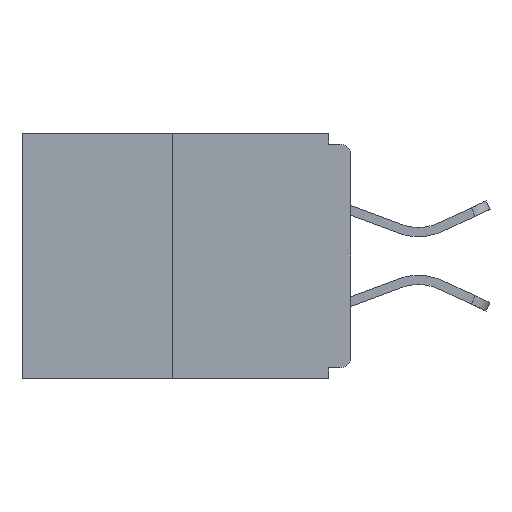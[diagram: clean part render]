
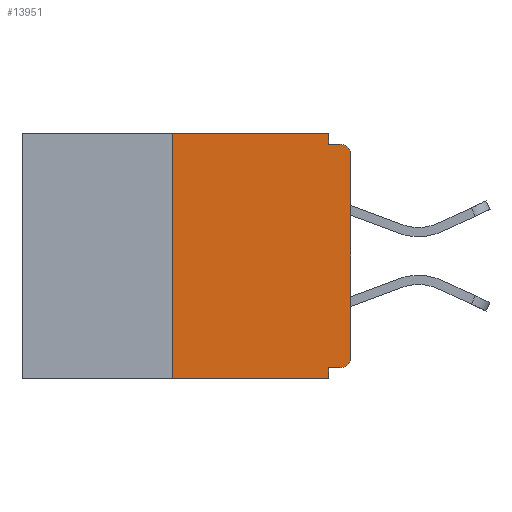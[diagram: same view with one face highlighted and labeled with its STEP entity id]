
A CAD part, left-side view. The second image highlights one B-rep face of the part: STEP entity #13951.
In plain terms, the highlighted planar face has unit normal (-1, 0, 0).
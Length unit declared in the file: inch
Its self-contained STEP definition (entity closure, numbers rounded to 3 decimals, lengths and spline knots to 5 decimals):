
#160 = LINE ( 'NONE', #15724, #12484 ) ;
#296 = EDGE_CURVE ( 'NONE', #2322, #2297, #10631, .T. ) ;
#385 = VERTEX_POINT ( 'NONE', #9342 ) ;
#761 = EDGE_CURVE ( 'NONE', #385, #13044, #14323, .T. ) ;
#1368 = LINE ( 'NONE', #11886, #1538 ) ;
#1458 = EDGE_CURVE ( 'NONE', #1608, #2322, #13929, .T. ) ;
#1538 = VECTOR ( 'NONE', #13139, 39.37008 ) ;
#1608 = VERTEX_POINT ( 'NONE', #9706 ) ;
#1732 = VECTOR ( 'NONE', #14281, 39.37008 ) ;
#1905 = VERTEX_POINT ( 'NONE', #13739 ) ;
#1917 = CARTESIAN_POINT ( 'NONE',  ( 0., 0., -0.015 ) ) ;
#2297 = VERTEX_POINT ( 'NONE', #6765 ) ;
#2322 = VERTEX_POINT ( 'NONE', #10491 ) ;
#2349 = VERTEX_POINT ( 'NONE', #10880 ) ;
#2503 = CARTESIAN_POINT ( 'NONE',  ( 0., 0.25, -0.343 ) ) ;
#2770 = VECTOR ( 'NONE', #10364, 39.37008 ) ;
#3589 = EDGE_CURVE ( 'NONE', #2349, #385, #14646, .T. ) ;
#3888 = CARTESIAN_POINT ( 'NONE',  ( 0., 0.25, 0. ) ) ;
#4240 = CARTESIAN_POINT ( 'NONE',  ( 0., 0.031, 0. ) ) ;
#4446 = PLANE ( 'NONE',  #15943 ) ;
#4702 = EDGE_CURVE ( 'NONE', #9613, #8777, #1368, .T. ) ;
#4762 = ORIENTED_EDGE ( 'NONE', *, *, #761, .T. ) ;
#4772 = CARTESIAN_POINT ( 'NONE',  ( 0., 0., 0. ) ) ;
#4811 = CARTESIAN_POINT ( 'NONE',  ( 0., 0.031, 0. ) ) ;
#5063 = LINE ( 'NONE', #1917, #1732 ) ;
#5098 = EDGE_CURVE ( 'NONE', #1608, #2349, #6218, .T. ) ;
#5155 = EDGE_CURVE ( 'NONE', #1905, #13044, #5063, .T. ) ;
#5195 = DIRECTION ( 'NONE',  ( -1., 0., 0. ) ) ;
#5372 = ORIENTED_EDGE ( 'NONE', *, *, #3589, .T. ) ;
#5518 = ORIENTED_EDGE ( 'NONE', *, *, #4702, .F. ) ;
#5870 = VECTOR ( 'NONE', #7472, 39.37008 ) ;
#6040 = DIRECTION ( 'NONE',  ( 0., 0., 1. ) ) ;
#6218 = CIRCLE ( 'NONE', #12845, 0.015 ) ;
#6271 = CARTESIAN_POINT ( 'NONE',  ( 0., 0.015, -0.313 ) ) ;
#6393 = ORIENTED_EDGE ( 'NONE', *, *, #6797, .F. ) ;
#6421 = ORIENTED_EDGE ( 'NONE', *, *, #5098, .T. ) ;
#6628 = CARTESIAN_POINT ( 'NONE',  ( 0., 0., -0.328 ) ) ;
#6765 = CARTESIAN_POINT ( 'NONE',  ( 0., 0.031, -0.343 ) ) ;
#6797 = EDGE_CURVE ( 'NONE', #8777, #14622, #160, .T. ) ;
#7472 = DIRECTION ( 'NONE',  ( 0., -1., 0. ) ) ;
#8063 = EDGE_LOOP ( 'NONE', ( #6393, #5518, #15938, #11731, #14606, #6421, #5372, #4762, #9497, #8172 ) ) ;
#8172 = ORIENTED_EDGE ( 'NONE', *, *, #10107, .F. ) ;
#8239 = LINE ( 'NONE', #13700, #5870 ) ;
#8296 = CARTESIAN_POINT ( 'NONE',  ( 0., 0.46, 0. ) ) ;
#8523 = DIRECTION ( 'NONE',  ( -1., 0., 0. ) ) ;
#8570 = FACE_OUTER_BOUND ( 'NONE', #8063, .T. ) ;
#8777 = VERTEX_POINT ( 'NONE', #3888 ) ;
#9034 = DIRECTION ( 'NONE',  ( 0., 1., 0. ) ) ;
#9342 = CARTESIAN_POINT ( 'NONE',  ( 0., 0., -0.03 ) ) ;
#9461 = AXIS2_PLACEMENT_3D ( 'NONE', #14698, #8523, #12281 ) ;
#9467 = VECTOR ( 'NONE', #13711, 39.37008 ) ;
#9497 = ORIENTED_EDGE ( 'NONE', *, *, #5155, .F. ) ;
#9613 = VERTEX_POINT ( 'NONE', #2503 ) ;
#9706 = CARTESIAN_POINT ( 'NONE',  ( 0., 0.015, -0.328 ) ) ;
#9840 = LINE ( 'NONE', #4240, #2770 ) ;
#10107 = EDGE_CURVE ( 'NONE', #14622, #1905, #9840, .T. ) ;
#10364 = DIRECTION ( 'NONE',  ( 0., 0., -1. ) ) ;
#10491 = CARTESIAN_POINT ( 'NONE',  ( 0., 0.031, -0.328 ) ) ;
#10576 = DIRECTION ( 'NONE',  ( 1., 0., 0. ) ) ;
#10631 = LINE ( 'NONE', #12692, #9467 ) ;
#10880 = CARTESIAN_POINT ( 'NONE',  ( 0., 0., -0.313 ) ) ;
#11154 = EDGE_CURVE ( 'NONE', #9613, #2297, #8239, .T. ) ;
#11731 = ORIENTED_EDGE ( 'NONE', *, *, #296, .F. ) ;
#11811 = DIRECTION ( 'NONE',  ( 0., 0., -1. ) ) ;
#11886 = CARTESIAN_POINT ( 'NONE',  ( 0., 0.25, 0. ) ) ;
#11915 = VECTOR ( 'NONE', #6040, 39.37008 ) ;
#12281 = DIRECTION ( 'NONE',  ( 0., 0., -1. ) ) ;
#12427 = CARTESIAN_POINT ( 'NONE',  ( 0., 0.015, -0.015 ) ) ;
#12484 = VECTOR ( 'NONE', #15516, 39.37008 ) ;
#12692 = CARTESIAN_POINT ( 'NONE',  ( 0., 0.031, -0.343 ) ) ;
#12845 = AXIS2_PLACEMENT_3D ( 'NONE', #6271, #5195, #14996 ) ;
#13044 = VERTEX_POINT ( 'NONE', #12427 ) ;
#13139 = DIRECTION ( 'NONE',  ( 0., 0., 1. ) ) ;
#13700 = CARTESIAN_POINT ( 'NONE',  ( 0., 0.46, -0.343 ) ) ;
#13711 = DIRECTION ( 'NONE',  ( 0., 0., -1. ) ) ;
#13739 = CARTESIAN_POINT ( 'NONE',  ( 0., 0.031, -0.015 ) ) ;
#13929 = LINE ( 'NONE', #6628, #15274 ) ;
#13951 = ADVANCED_FACE ( 'NONE', ( #8570 ), #4446, .F. ) ;
#14281 = DIRECTION ( 'NONE',  ( 0., -1., 0. ) ) ;
#14323 = CIRCLE ( 'NONE', #9461, 0.015 ) ;
#14606 = ORIENTED_EDGE ( 'NONE', *, *, #1458, .F. ) ;
#14622 = VERTEX_POINT ( 'NONE', #4811 ) ;
#14646 = LINE ( 'NONE', #4772, #11915 ) ;
#14698 = CARTESIAN_POINT ( 'NONE',  ( 0., 0.015, -0.03 ) ) ;
#14996 = DIRECTION ( 'NONE',  ( 0., 0., -1. ) ) ;
#15274 = VECTOR ( 'NONE', #9034, 39.37008 ) ;
#15516 = DIRECTION ( 'NONE',  ( 0., -1., 0. ) ) ;
#15724 = CARTESIAN_POINT ( 'NONE',  ( 0., 0.46, 0. ) ) ;
#15938 = ORIENTED_EDGE ( 'NONE', *, *, #11154, .T. ) ;
#15943 = AXIS2_PLACEMENT_3D ( 'NONE', #8296, #10576, #11811 ) ;
